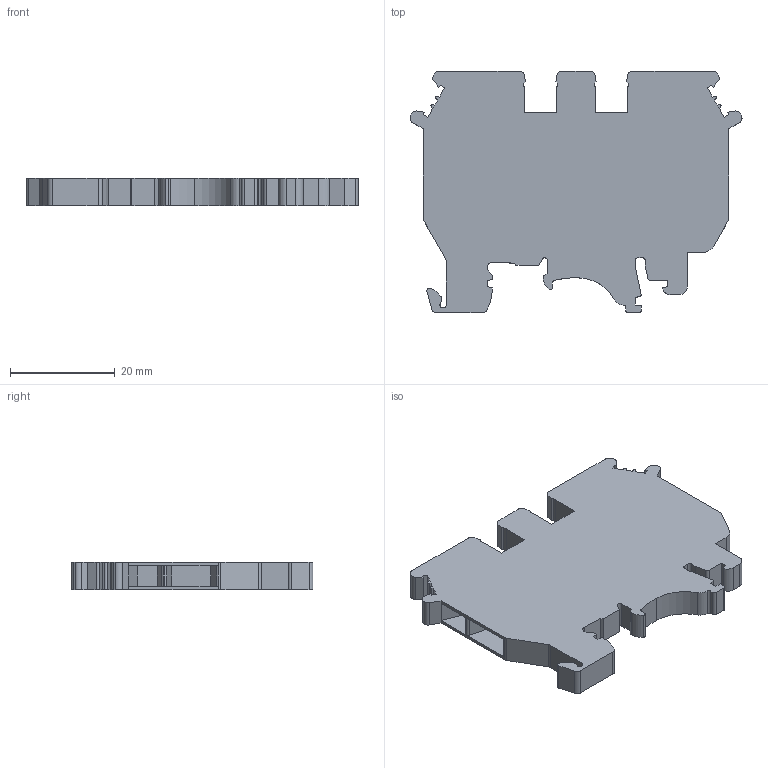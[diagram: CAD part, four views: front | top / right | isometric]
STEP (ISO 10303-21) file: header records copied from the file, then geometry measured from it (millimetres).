
FILE_DESCRIPTION((''),'2;1');
FILE_NAME('PRT0001','2021-07-24T',('Administrator'),(''),'PRO/ENGINEER BY PARAMETRIC TECHNOLOGY CORPORATION, 2013230','PRO/ENGINEER BY PARAMETRIC TECHNOLOGY CORPORATION, 2013230','');
FILE_SCHEMA(('CONFIG_CONTROL_DESIGN'));
Length unit declared in the file: millimetre
Products named in the file (1): PRT0001
Bounding box: 63.44 x 46.2 x 5.2 mm (x, y, z)
Volume: 10635.1 mm3; surface area: 6500.4 mm2
Topology: 1 solids, 1 shells, 189 faces, 541 edges, 358 vertices
Faces by surface type: plane 128, cylinder 61
Entity records: 6195 total; most frequent: CARTESIAN_POINT 1096, ORIENTED_EDGE 1082, DIRECTION 1039, EDGE_CURVE 541, VECTOR 417, LINE 417, VERTEX_POINT 358, AXIS2_PLACEMENT_3D 311
